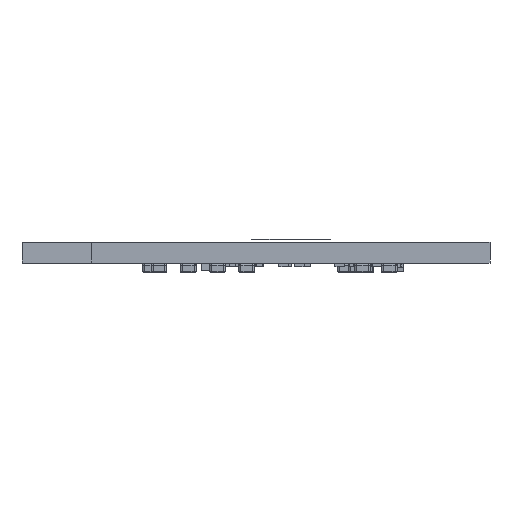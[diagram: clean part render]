
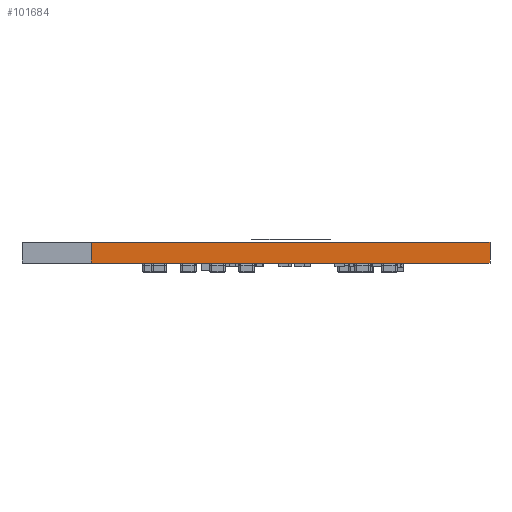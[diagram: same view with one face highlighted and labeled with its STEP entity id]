
A CAD part, front view. The second image highlights one B-rep face of the part: STEP entity #101684.
In plain terms, the highlighted planar face has unit normal (0, -1, 0).
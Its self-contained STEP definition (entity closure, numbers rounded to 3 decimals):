
#6856 = VERTEX_POINT ( 'NONE', #62961 ) ;
#11495 = CARTESIAN_POINT ( 'NONE',  ( 31.75, 0., -1.655 ) ) ;
#15150 = LINE ( 'NONE', #38100, #81118 ) ;
#23476 = PLANE ( 'NONE',  #109620 ) ;
#23910 = VECTOR ( 'NONE', #72703, 1000. ) ;
#24694 = VERTEX_POINT ( 'NONE', #28403 ) ;
#28403 = CARTESIAN_POINT ( 'NONE',  ( 0., 0., -1.655 ) ) ;
#33739 = DIRECTION ( 'NONE',  ( 0., 0., -1. ) ) ;
#34228 = CARTESIAN_POINT ( 'NONE',  ( 0., 0., -1.655 ) ) ;
#37326 = LINE ( 'NONE', #11495, #121167 ) ;
#37562 = FACE_OUTER_BOUND ( 'NONE', #57174, .T. ) ;
#38100 = CARTESIAN_POINT ( 'NONE',  ( 31.75, 0., -1.655 ) ) ;
#42541 = DIRECTION ( 'NONE',  ( 1., 0., 0. ) ) ;
#51812 = DIRECTION ( 'NONE',  ( 0., -1., 0. ) ) ;
#55463 = DIRECTION ( 'NONE',  ( 0., 0., -1. ) ) ;
#56122 = EDGE_CURVE ( 'NONE', #120611, #104618, #15150, .T. ) ;
#57174 = EDGE_LOOP ( 'NONE', ( #85063, #72109, #96457, #104168 ) ) ;
#59652 = EDGE_CURVE ( 'NONE', #6856, #24694, #84690, .T. ) ;
#62961 = CARTESIAN_POINT ( 'NONE',  ( 0., 0., 0.013 ) ) ;
#68739 = DIRECTION ( 'NONE',  ( 0., 0., -1. ) ) ;
#69760 = CARTESIAN_POINT ( 'NONE',  ( 31.75, 0., 0.013 ) ) ;
#72109 = ORIENTED_EDGE ( 'NONE', *, *, #121222, .T. ) ;
#72703 = DIRECTION ( 'NONE',  ( 1., 0., 0. ) ) ;
#75854 = CARTESIAN_POINT ( 'NONE',  ( 31.75, 0., -1.655 ) ) ;
#81118 = VECTOR ( 'NONE', #68739, 1000. ) ;
#83107 = VECTOR ( 'NONE', #55463, 1000. ) ;
#84690 = LINE ( 'NONE', #34228, #83107 ) ;
#85063 = ORIENTED_EDGE ( 'NONE', *, *, #59652, .T. ) ;
#91140 = CARTESIAN_POINT ( 'NONE',  ( -5.5, 0., 0.013 ) ) ;
#96457 = ORIENTED_EDGE ( 'NONE', *, *, #56122, .F. ) ;
#101684 = ADVANCED_FACE ( 'NONE', ( #37562 ), #23476, .T. ) ;
#104168 = ORIENTED_EDGE ( 'NONE', *, *, #129360, .F. ) ;
#104618 = VERTEX_POINT ( 'NONE', #75854 ) ;
#109620 = AXIS2_PLACEMENT_3D ( 'NONE', #113385, #51812, #33739 ) ;
#113385 = CARTESIAN_POINT ( 'NONE',  ( 31.75, 0., -1.655 ) ) ;
#113992 = LINE ( 'NONE', #91140, #23910 ) ;
#120611 = VERTEX_POINT ( 'NONE', #69760 ) ;
#121167 = VECTOR ( 'NONE', #42541, 1000. ) ;
#121222 = EDGE_CURVE ( 'NONE', #24694, #104618, #37326, .T. ) ;
#129360 = EDGE_CURVE ( 'NONE', #6856, #120611, #113992, .T. ) ;
